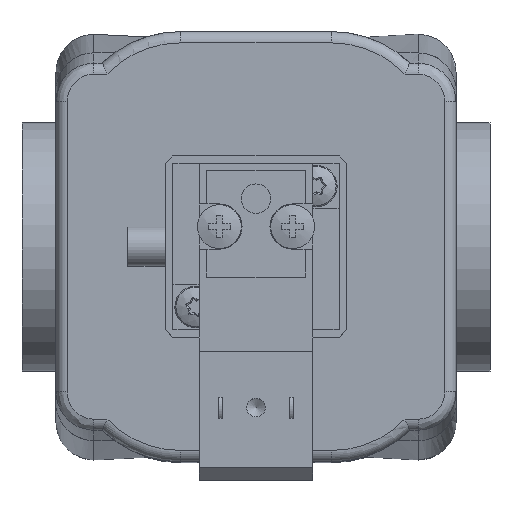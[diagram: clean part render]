
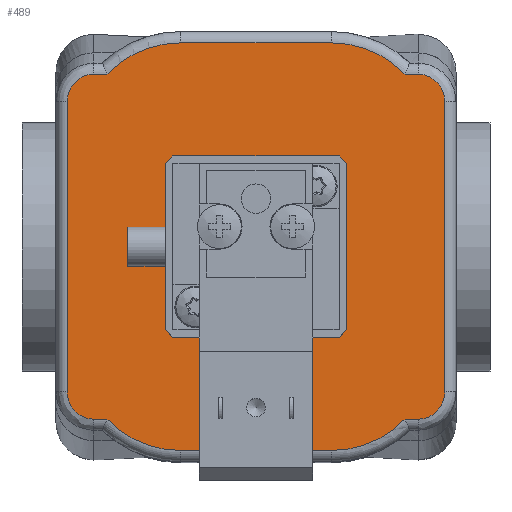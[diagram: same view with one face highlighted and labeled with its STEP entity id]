
A CAD part, top view. The second image highlights one B-rep face of the part: STEP entity #489.
In plain terms, the highlighted planar face has unit normal (0, 0, 1).
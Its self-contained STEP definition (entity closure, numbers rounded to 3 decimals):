
#191=CARTESIAN_POINT('',(-17.0,-2.6,34.0));
#192=VERTEX_POINT('',#191);
#199=CARTESIAN_POINT('',(-12.,-2.6,34.0));
#200=VERTEX_POINT('',#199);
#201=CARTESIAN_POINT('',(-12.,-2.6,34.0));
#202=DIRECTION('',(-1.0,0.0,0.0));
#203=VECTOR('',#202,5.);
#204=LINE('',#201,#203);
#205=EDGE_CURVE('',#200,#192,#204,.T.);
#222=CARTESIAN_POINT('',(-17.0,2.6,34.0));
#223=VERTEX_POINT('',#222);
#231=CARTESIAN_POINT('',(-12.,2.6,34.0));
#232=VERTEX_POINT('',#231);
#239=CARTESIAN_POINT('',(-17.0,2.6,34.0));
#240=DIRECTION('',(1.0,0.0,0.0));
#241=VECTOR('',#240,5.);
#242=LINE('',#239,#241);
#243=EDGE_CURVE('',#223,#232,#242,.T.);
#255=CARTESIAN_POINT('',(-17.0,-2.6,34.0));
#256=DIRECTION('',(0.0,1.0,0.0));
#257=VECTOR('',#256,5.2);
#258=LINE('',#255,#257);
#259=EDGE_CURVE('',#192,#223,#258,.T.);
#265=CARTESIAN_POINT('',(0.,0.,34.0));
#266=DIRECTION('',(0.0,0.0,1.0));
#267=DIRECTION('',(1.0,0.0,0.0));
#268=AXIS2_PLACEMENT_3D('',#265,#266,#267);
#269=PLANE('',#268);
#270=CARTESIAN_POINT('',(-10.0,27.,34.0));
#271=VERTEX_POINT('',#270);
#272=CARTESIAN_POINT('',(10.0,27.,34.0));
#273=VERTEX_POINT('',#272);
#274=CARTESIAN_POINT('',(-10.0,27.,34.0));
#275=DIRECTION('',(1.0,0.0,0.0));
#276=VECTOR('',#275,20.0);
#277=LINE('',#274,#276);
#278=EDGE_CURVE('',#271,#273,#277,.T.);
#279=ORIENTED_EDGE('',*,*,#278,.F.);
#280=CARTESIAN_POINT('',(-19.742,22.845,34.0));
#281=VERTEX_POINT('',#280);
#282=CARTESIAN_POINT('',(-10.,13.5,34.0));
#283=DIRECTION('',(0.0,0.0,-1.0));
#284=DIRECTION('',(-0.387,0.922,0.0));
#285=AXIS2_PLACEMENT_3D('',#282,#283,#284);
#286=CIRCLE('',#285,13.5);
#287=EDGE_CURVE('',#281,#271,#286,.T.);
#288=ORIENTED_EDGE('',*,*,#287,.F.);
#289=CARTESIAN_POINT('',(-21.5,22.845,34.0));
#290=VERTEX_POINT('',#289);
#291=CARTESIAN_POINT('',(-21.5,22.845,34.0));
#292=DIRECTION('',(1.0,0.0,0.0));
#293=VECTOR('',#292,1.758);
#294=LINE('',#291,#293);
#295=EDGE_CURVE('',#290,#281,#294,.T.);
#296=ORIENTED_EDGE('',*,*,#295,.F.);
#297=CARTESIAN_POINT('',(-25.,19.226,34.0));
#298=VERTEX_POINT('',#297);
#299=CARTESIAN_POINT('',(-25.,19.226,34.0));
#300=CARTESIAN_POINT('',(-25.,20.019,34.0));
#301=CARTESIAN_POINT('',(-24.559,21.356,34.0));
#302=CARTESIAN_POINT('',(-23.094,22.587,34.));
#303=CARTESIAN_POINT('',(-22.029,22.845,34.0));
#304=CARTESIAN_POINT('',(-21.5,22.845,34.0));
#305=B_SPLINE_CURVE_WITH_KNOTS('',3,(#299,#300,#301,#302,#303,#304),.UNSPECIFIED.,.F.,.U.,(4,1,1,4),(0.,0.238,0.397,0.556),.UNSPECIFIED.);
#306=EDGE_CURVE('',#298,#290,#305,.T.);
#307=ORIENTED_EDGE('',*,*,#306,.F.);
#308=CARTESIAN_POINT('',(-25.,-19.226,34.0));
#309=VERTEX_POINT('',#308);
#310=CARTESIAN_POINT('',(-25.,-19.226,34.0));
#311=DIRECTION('',(0.0,1.0,0.0));
#312=VECTOR('',#311,38.451);
#313=LINE('',#310,#312);
#314=EDGE_CURVE('',#309,#298,#313,.T.);
#315=ORIENTED_EDGE('',*,*,#314,.F.);
#316=CARTESIAN_POINT('',(-21.5,-22.845,34.0));
#317=VERTEX_POINT('',#316);
#318=CARTESIAN_POINT('',(-21.5,-22.845,34.0));
#319=CARTESIAN_POINT('',(-22.295,-22.845,34.0));
#320=CARTESIAN_POINT('',(-24.166,-22.145,34.));
#321=CARTESIAN_POINT('',(-25.,-20.286,34.0));
#322=CARTESIAN_POINT('',(-25.,-19.226,34.0));
#323=B_SPLINE_CURVE_WITH_KNOTS('',3,(#318,#319,#320,#321,#322),.UNSPECIFIED.,.F.,.U.,(4,1,4),(0.,0.238,0.556),.UNSPECIFIED.);
#324=EDGE_CURVE('',#317,#309,#323,.T.);
#325=ORIENTED_EDGE('',*,*,#324,.F.);
#326=CARTESIAN_POINT('',(-19.742,-22.845,34.0));
#327=VERTEX_POINT('',#326);
#328=CARTESIAN_POINT('',(-19.742,-22.845,34.0));
#329=DIRECTION('',(-1.0,0.0,0.0));
#330=VECTOR('',#329,1.758);
#331=LINE('',#328,#330);
#332=EDGE_CURVE('',#327,#317,#331,.T.);
#333=ORIENTED_EDGE('',*,*,#332,.F.);
#334=CARTESIAN_POINT('',(-10.0,-27.,34.0));
#335=VERTEX_POINT('',#334);
#336=CARTESIAN_POINT('',(-10.,-13.5,34.0));
#337=DIRECTION('',(0.0,0.0,-1.0));
#338=DIRECTION('',(-0.387,-0.922,0.0));
#339=AXIS2_PLACEMENT_3D('',#336,#337,#338);
#340=CIRCLE('',#339,13.5);
#341=EDGE_CURVE('',#335,#327,#340,.T.);
#342=ORIENTED_EDGE('',*,*,#341,.F.);
#343=CARTESIAN_POINT('',(10.0,-27.,34.0));
#344=VERTEX_POINT('',#343);
#345=CARTESIAN_POINT('',(10.0,-27.,34.0));
#346=DIRECTION('',(-1.0,0.0,0.0));
#347=VECTOR('',#346,20.0);
#348=LINE('',#345,#347);
#349=EDGE_CURVE('',#344,#335,#348,.T.);
#350=ORIENTED_EDGE('',*,*,#349,.F.);
#351=CARTESIAN_POINT('',(19.742,-22.845,34.0));
#352=VERTEX_POINT('',#351);
#353=CARTESIAN_POINT('',(10.0,-13.5,34.0));
#354=DIRECTION('',(0.0,0.0,-1.0));
#355=DIRECTION('',(0.387,-0.922,0.0));
#356=AXIS2_PLACEMENT_3D('',#353,#354,#355);
#357=CIRCLE('',#356,13.5);
#358=EDGE_CURVE('',#352,#344,#357,.T.);
#359=ORIENTED_EDGE('',*,*,#358,.F.);
#360=CARTESIAN_POINT('',(21.5,-22.845,34.0));
#361=VERTEX_POINT('',#360);
#362=CARTESIAN_POINT('',(21.5,-22.845,34.0));
#363=DIRECTION('',(-1.0,0.0,0.0));
#364=VECTOR('',#363,1.758);
#365=LINE('',#362,#364);
#366=EDGE_CURVE('',#361,#352,#365,.T.);
#367=ORIENTED_EDGE('',*,*,#366,.F.);
#368=CARTESIAN_POINT('',(25.,-19.226,34.0));
#369=VERTEX_POINT('',#368);
#370=CARTESIAN_POINT('',(25.,-19.226,34.0));
#371=CARTESIAN_POINT('',(25.0,-20.021,34.0));
#372=CARTESIAN_POINT('',(24.563,-21.35,34.0));
#373=CARTESIAN_POINT('',(23.097,-22.588,34.0));
#374=CARTESIAN_POINT('',(22.03,-22.845,34.0));
#375=CARTESIAN_POINT('',(21.5,-22.845,34.0));
#376=B_SPLINE_CURVE_WITH_KNOTS('',3,(#370,#371,#372,#373,#374,#375),.UNSPECIFIED.,.F.,.U.,(4,1,1,4),(0.0,0.238,0.397,0.556),.UNSPECIFIED.);
#377=EDGE_CURVE('',#369,#361,#376,.T.);
#378=ORIENTED_EDGE('',*,*,#377,.F.);
#379=CARTESIAN_POINT('',(25.,19.226,34.0));
#380=VERTEX_POINT('',#379);
#381=CARTESIAN_POINT('',(25.,19.226,34.0));
#382=DIRECTION('',(0.0,-1.0,0.0));
#383=VECTOR('',#382,38.451);
#384=LINE('',#381,#383);
#385=EDGE_CURVE('',#380,#369,#384,.T.);
#386=ORIENTED_EDGE('',*,*,#385,.F.);
#387=CARTESIAN_POINT('',(21.5,22.845,34.0));
#388=VERTEX_POINT('',#387);
#389=CARTESIAN_POINT('',(21.5,22.845,34.0));
#390=CARTESIAN_POINT('',(22.294,22.845,34.0));
#391=CARTESIAN_POINT('',(24.161,22.151,34.0));
#392=CARTESIAN_POINT('',(25.0,20.284,34.0));
#393=CARTESIAN_POINT('',(25.,19.226,34.0));
#394=B_SPLINE_CURVE_WITH_KNOTS('',3,(#389,#390,#391,#392,#393),.UNSPECIFIED.,.F.,.U.,(4,1,4),(0.0,0.238,0.556),.UNSPECIFIED.);
#395=EDGE_CURVE('',#388,#380,#394,.T.);
#396=ORIENTED_EDGE('',*,*,#395,.F.);
#397=CARTESIAN_POINT('',(19.742,22.845,34.0));
#398=VERTEX_POINT('',#397);
#399=CARTESIAN_POINT('',(19.742,22.845,34.0));
#400=DIRECTION('',(1.0,0.0,0.0));
#401=VECTOR('',#400,1.758);
#402=LINE('',#399,#401);
#403=EDGE_CURVE('',#398,#388,#402,.T.);
#404=ORIENTED_EDGE('',*,*,#403,.F.);
#405=CARTESIAN_POINT('',(10.0,13.5,34.0));
#406=DIRECTION('',(0.0,0.0,-1.0));
#407=DIRECTION('',(0.387,0.922,0.0));
#408=AXIS2_PLACEMENT_3D('',#405,#406,#407);
#409=CIRCLE('',#408,13.5);
#410=EDGE_CURVE('',#273,#398,#409,.T.);
#411=ORIENTED_EDGE('',*,*,#410,.F.);
#412=EDGE_LOOP('',(#279,#288,#296,#307,#315,#325,#333,#342,#350,#359,#367,#378,#386,#396,#404,#411));
#413=FACE_OUTER_BOUND('',#412,.T.);
#414=ORIENTED_EDGE('',*,*,#205,.T.);
#415=ORIENTED_EDGE('',*,*,#259,.T.);
#416=ORIENTED_EDGE('',*,*,#243,.T.);
#417=CARTESIAN_POINT('',(-12.,11.0,34.0));
#418=VERTEX_POINT('',#417);
#419=CARTESIAN_POINT('',(-12.,2.6,34.0));
#420=DIRECTION('',(0.0,1.0,0.0));
#421=VECTOR('',#420,8.4);
#422=LINE('',#419,#421);
#423=EDGE_CURVE('',#232,#418,#422,.T.);
#424=ORIENTED_EDGE('',*,*,#423,.T.);
#425=CARTESIAN_POINT('',(-11.0,12.,34.0));
#426=VERTEX_POINT('',#425);
#427=CARTESIAN_POINT('',(-12.,11.,34.0));
#428=DIRECTION('',(0.707,0.707,0.0));
#429=VECTOR('',#428,1.414);
#430=LINE('',#427,#429);
#431=EDGE_CURVE('',#418,#426,#430,.T.);
#432=ORIENTED_EDGE('',*,*,#431,.T.);
#433=CARTESIAN_POINT('',(11.0,12.,34.0));
#434=VERTEX_POINT('',#433);
#435=CARTESIAN_POINT('',(-11.,12.,34.0));
#436=DIRECTION('',(1.0,0.0,0.0));
#437=VECTOR('',#436,22.);
#438=LINE('',#435,#437);
#439=EDGE_CURVE('',#426,#434,#438,.T.);
#440=ORIENTED_EDGE('',*,*,#439,.T.);
#441=CARTESIAN_POINT('',(12.,11.0,34.0));
#442=VERTEX_POINT('',#441);
#443=CARTESIAN_POINT('',(11.,12.,34.0));
#444=DIRECTION('',(0.707,-0.707,0.0));
#445=VECTOR('',#444,1.414);
#446=LINE('',#443,#445);
#447=EDGE_CURVE('',#434,#442,#446,.T.);
#448=ORIENTED_EDGE('',*,*,#447,.T.);
#449=CARTESIAN_POINT('',(12.,-11.0,34.0));
#450=VERTEX_POINT('',#449);
#451=CARTESIAN_POINT('',(12.,11.0,34.0));
#452=DIRECTION('',(0.0,-1.0,0.0));
#453=VECTOR('',#452,22.0);
#454=LINE('',#451,#453);
#455=EDGE_CURVE('',#442,#450,#454,.T.);
#456=ORIENTED_EDGE('',*,*,#455,.T.);
#457=CARTESIAN_POINT('',(11.0,-12.,34.0));
#458=VERTEX_POINT('',#457);
#459=CARTESIAN_POINT('',(12.,-11.0,34.0));
#460=DIRECTION('',(-0.707,-0.707,0.0));
#461=VECTOR('',#460,1.414);
#462=LINE('',#459,#461);
#463=EDGE_CURVE('',#450,#458,#462,.T.);
#464=ORIENTED_EDGE('',*,*,#463,.T.);
#465=CARTESIAN_POINT('',(-11.0,-12.,34.0));
#466=VERTEX_POINT('',#465);
#467=CARTESIAN_POINT('',(11.0,-12.,34.0));
#468=DIRECTION('',(-1.0,0.0,0.0));
#469=VECTOR('',#468,22.);
#470=LINE('',#467,#469);
#471=EDGE_CURVE('',#458,#466,#470,.T.);
#472=ORIENTED_EDGE('',*,*,#471,.T.);
#473=CARTESIAN_POINT('',(-12.,-11.0,34.0));
#474=VERTEX_POINT('',#473);
#475=CARTESIAN_POINT('',(-11.,-12.,34.0));
#476=DIRECTION('',(-0.707,0.707,0.0));
#477=VECTOR('',#476,1.414);
#478=LINE('',#475,#477);
#479=EDGE_CURVE('',#466,#474,#478,.T.);
#480=ORIENTED_EDGE('',*,*,#479,.T.);
#481=CARTESIAN_POINT('',(-12.,-11.0,34.0));
#482=DIRECTION('',(0.0,1.0,0.0));
#483=VECTOR('',#482,8.4);
#484=LINE('',#481,#483);
#485=EDGE_CURVE('',#474,#200,#484,.T.);
#486=ORIENTED_EDGE('',*,*,#485,.T.);
#487=EDGE_LOOP('',(#414,#415,#416,#424,#432,#440,#448,#456,#464,#472,#480,#486));
#488=FACE_BOUND('',#487,.T.);
#489=ADVANCED_FACE('',(#413,#488),#269,.T.);
